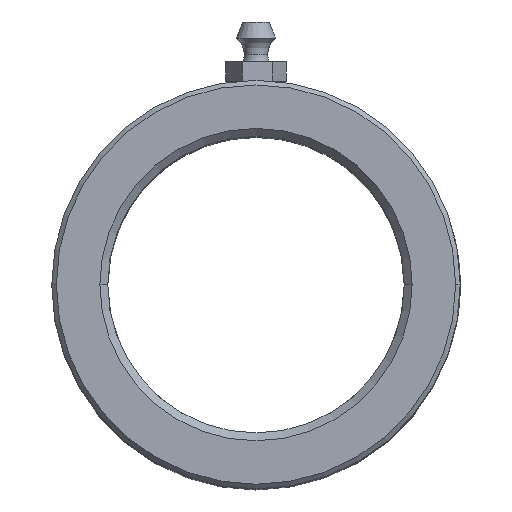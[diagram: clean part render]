
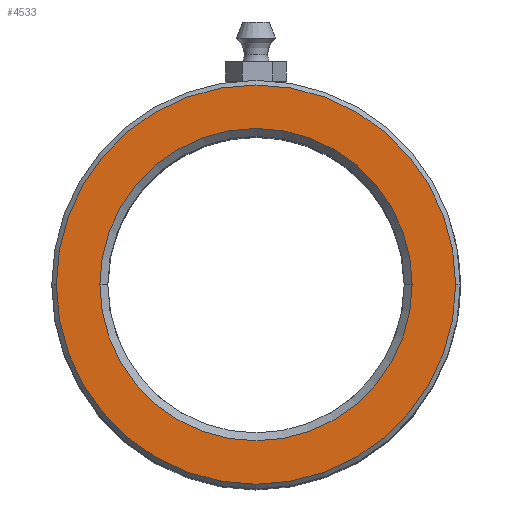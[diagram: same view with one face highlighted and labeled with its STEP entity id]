
A CAD part, top view. The second image highlights one B-rep face of the part: STEP entity #4533.
In plain terms, the highlighted planar face has unit normal (0, 0, 1).
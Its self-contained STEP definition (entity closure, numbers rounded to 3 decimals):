
#120 = CARTESIAN_POINT ( 'NONE',  ( -23.7, 0., 100. ) ) ;
#258 = VERTEX_POINT ( 'NONE', #120 ) ;
#821 = AXIS2_PLACEMENT_3D ( 'NONE', #5800, #1468, #5741 ) ;
#908 = AXIS2_PLACEMENT_3D ( 'NONE', #6240, #3529, #4093 ) ;
#1061 = CIRCLE ( 'NONE', #821, 30.3 ) ;
#1327 = EDGE_CURVE ( 'NONE', #258, #5363, #3618, .T. ) ;
#1377 = DIRECTION ( 'NONE',  ( 1., 0., 0. ) ) ;
#1468 = DIRECTION ( 'NONE',  ( 0., 0., 1. ) ) ;
#1909 = FACE_OUTER_BOUND ( 'NONE', #6124, .T. ) ;
#2122 = DIRECTION ( 'NONE',  ( 0., 0., -1. ) ) ;
#2278 = ORIENTED_EDGE ( 'NONE', *, *, #3542, .T. ) ;
#2293 = EDGE_LOOP ( 'NONE', ( #3523, #3554 ) ) ;
#2432 = CIRCLE ( 'NONE', #908, 23.7 ) ;
#2803 = CARTESIAN_POINT ( 'NONE',  ( 0., 0., 100. ) ) ;
#2922 = VERTEX_POINT ( 'NONE', #4970 ) ;
#3226 = EDGE_CURVE ( 'NONE', #5363, #258, #2432, .T. ) ;
#3297 = AXIS2_PLACEMENT_3D ( 'NONE', #5382, #2122, #5931 ) ;
#3523 = ORIENTED_EDGE ( 'NONE', *, *, #3226, .T. ) ;
#3529 = DIRECTION ( 'NONE',  ( 0., 0., -1. ) ) ;
#3542 = EDGE_CURVE ( 'NONE', #6970, #2922, #1061, .T. ) ;
#3554 = ORIENTED_EDGE ( 'NONE', *, *, #1327, .T. ) ;
#3618 = CIRCLE ( 'NONE', #3297, 23.7 ) ;
#3959 = PLANE ( 'NONE',  #5548 ) ;
#4093 = DIRECTION ( 'NONE',  ( 1., 0., 0. ) ) ;
#4252 = EDGE_CURVE ( 'NONE', #2922, #6970, #5897, .T. ) ;
#4533 = ADVANCED_FACE ( 'NONE', ( #1909, #6839 ), #3959, .T. ) ;
#4705 = DIRECTION ( 'NONE',  ( 0., 0., 1. ) ) ;
#4970 = CARTESIAN_POINT ( 'NONE',  ( 30.3, 0., 100. ) ) ;
#5045 = ORIENTED_EDGE ( 'NONE', *, *, #4252, .T. ) ;
#5259 = CARTESIAN_POINT ( 'NONE',  ( -30.3, 0., 100. ) ) ;
#5363 = VERTEX_POINT ( 'NONE', #5749 ) ;
#5382 = CARTESIAN_POINT ( 'NONE',  ( 0., 0., 100. ) ) ;
#5526 = DIRECTION ( 'NONE',  ( 0., 0., 1. ) ) ;
#5548 = AXIS2_PLACEMENT_3D ( 'NONE', #6117, #4705, #1377 ) ;
#5645 = AXIS2_PLACEMENT_3D ( 'NONE', #2803, #5526, #6574 ) ;
#5741 = DIRECTION ( 'NONE',  ( 1., 0., 0. ) ) ;
#5749 = CARTESIAN_POINT ( 'NONE',  ( 23.7, 0., 100. ) ) ;
#5800 = CARTESIAN_POINT ( 'NONE',  ( 0., 0., 100. ) ) ;
#5897 = CIRCLE ( 'NONE', #5645, 30.3 ) ;
#5931 = DIRECTION ( 'NONE',  ( 1., 0., 0. ) ) ;
#6117 = CARTESIAN_POINT ( 'NONE',  ( 0., 0., 100. ) ) ;
#6124 = EDGE_LOOP ( 'NONE', ( #2278, #5045 ) ) ;
#6240 = CARTESIAN_POINT ( 'NONE',  ( 0., 0., 100. ) ) ;
#6574 = DIRECTION ( 'NONE',  ( 1., 0., 0. ) ) ;
#6839 = FACE_BOUND ( 'NONE', #2293, .T. ) ;
#6970 = VERTEX_POINT ( 'NONE', #5259 ) ;
